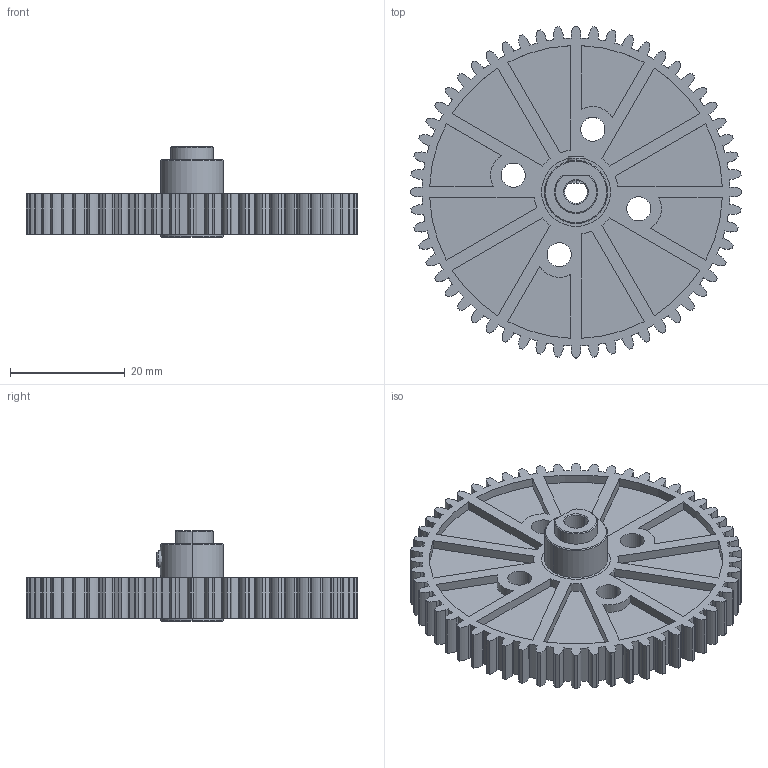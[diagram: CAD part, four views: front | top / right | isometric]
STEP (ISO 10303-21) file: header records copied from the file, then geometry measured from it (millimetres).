
FILE_DESCRIPTION (( 'STEP AP214' ), '1' );
FILE_NAME ('12-0056.step', '2020-04-06T07:13:01', ( '' ), ( '' ), 'SwSTEP 2.0', 'SolidWorks 2020', '' );
FILE_SCHEMA (( 'AUTOMOTIVE_DESIGN' ));
Length unit declared in the file: millimetre
Products named in the file (1): 12-0056
Bounding box: 57.8 x 57.8 x 15.8 mm (x, y, z)
Volume: 13114.3 mm3; surface area: 10484.2 mm2
Topology: 3 solids, 3 shells, 524 faces, 1458 edges, 968 vertices
Faces by surface type: cylinder 310, plane 201, cone 13
Entity records: 17187 total; most frequent: DIRECTION 3131, CARTESIAN_POINT 3035, ORIENTED_EDGE 2916, EDGE_CURVE 1458, AXIS2_PLACEMENT_3D 1154, VERTEX_POINT 968, VECTOR 823, LINE 823
